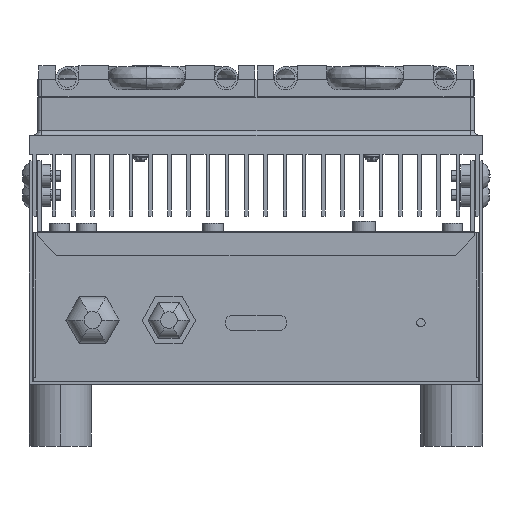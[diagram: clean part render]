
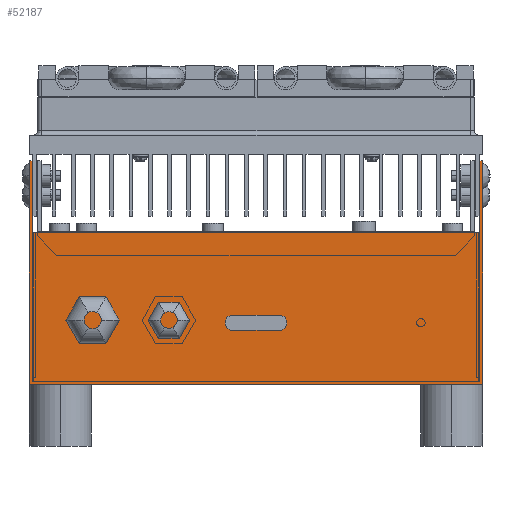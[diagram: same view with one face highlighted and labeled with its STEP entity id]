
A CAD part, left-side view. The second image highlights one B-rep face of the part: STEP entity #52187.
In plain terms, the highlighted planar face has unit normal (-1, 0, 0).
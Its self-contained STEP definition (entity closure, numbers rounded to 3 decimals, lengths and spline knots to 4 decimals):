
#516 = LINE ( 'NONE', #19458, #45767 ) ;
#547 = DIRECTION ( 'NONE',  ( 0., -1., 0. ) ) ;
#1170 = AXIS2_PLACEMENT_3D ( 'NONE', #19933, #50545, #24334 ) ;
#1218 = EDGE_CURVE ( 'NONE', #6408, #14458, #42267, .T. ) ;
#1459 = CARTESIAN_POINT ( 'NONE',  ( 11.7846, -14.9256, -8.2668 ) ) ;
#1658 = DIRECTION ( 'NONE',  ( 0., 0., 1. ) ) ;
#2477 = VERTEX_POINT ( 'NONE', #3001 ) ;
#2981 = CARTESIAN_POINT ( 'NONE',  ( 11.7846, -18.9156, -10.8968 ) ) ;
#3001 = CARTESIAN_POINT ( 'NONE',  ( 11.7846, -18.1656, -11.0218 ) ) ;
#3479 = CARTESIAN_POINT ( 'NONE',  ( 11.7846, -14.8676, -8.2668 ) ) ;
#4117 = VERTEX_POINT ( 'NONE', #6146 ) ;
#4222 = CARTESIAN_POINT ( 'NONE',  ( 11.7846, -22.1656, -8.2668 ) ) ;
#4605 = ORIENTED_EDGE ( 'NONE', *, *, #16615, .F. ) ;
#4719 = CARTESIAN_POINT ( 'NONE',  ( 11.7846, -22.2136, -8.2668 ) ) ;
#5758 = EDGE_CURVE ( 'NONE', #4117, #22015, #15585, .T. ) ;
#5904 = CARTESIAN_POINT ( 'NONE',  ( 11.7846, -22.1656, -8.2668 ) ) ;
#6146 = CARTESIAN_POINT ( 'NONE',  ( 11.7846, -14.9256, -9.4368 ) ) ;
#6285 = CARTESIAN_POINT ( 'NONE',  ( 11.7846, -14.8676, -11.8968 ) ) ;
#6408 = VERTEX_POINT ( 'NONE', #12376 ) ;
#7412 = DIRECTION ( 'NONE',  ( 0., -1., 0. ) ) ;
#7903 = DIRECTION ( 'NONE',  ( 0., -1., 0. ) ) ;
#8003 = EDGE_CURVE ( 'NONE', #15902, #46582, #33237, .T. ) ;
#8320 = CARTESIAN_POINT ( 'NONE',  ( 11.7846, -14.9156, -8.2668 ) ) ;
#8632 = EDGE_CURVE ( 'NONE', #22015, #36953, #20246, .T. ) ;
#8656 = CARTESIAN_POINT ( 'NONE',  ( 11.7846, -14.9256, -11.8488 ) ) ;
#9403 = FACE_BOUND ( 'NONE', #43249, .T. ) ;
#9790 = EDGE_CURVE ( 'NONE', #30059, #2477, #27501, .T. ) ;
#9901 = LINE ( 'NONE', #31229, #55121 ) ;
#10584 = VECTOR ( 'NONE', #1658, 39.3701 ) ;
#12376 = CARTESIAN_POINT ( 'NONE',  ( 11.7846, -22.2136, -11.8968 ) ) ;
#12381 = DIRECTION ( 'NONE',  ( 0., -1., 0. ) ) ;
#12549 = VECTOR ( 'NONE', #32149, 39.3701 ) ;
#14246 = EDGE_CURVE ( 'NONE', #36953, #33739, #9901, .T. ) ;
#14458 = VERTEX_POINT ( 'NONE', #6285 ) ;
#14792 = VERTEX_POINT ( 'NONE', #52383 ) ;
#14977 = VERTEX_POINT ( 'NONE', #45095 ) ;
#15585 = LINE ( 'NONE', #20304, #25857 ) ;
#15902 = VERTEX_POINT ( 'NONE', #32024 ) ;
#16236 = CARTESIAN_POINT ( 'NONE',  ( 11.7846, -14.9156, -11.8488 ) ) ;
#16390 = EDGE_CURVE ( 'NONE', #33739, #56431, #24212, .T. ) ;
#16615 = EDGE_CURVE ( 'NONE', #56431, #14977, #35131, .T. ) ;
#17194 = DIRECTION ( 'NONE',  ( 0., 0., -1. ) ) ;
#17349 = VECTOR ( 'NONE', #17194, 39.3701 ) ;
#18193 = PLANE ( 'NONE',  #25066 ) ;
#18343 = CARTESIAN_POINT ( 'NONE',  ( 11.7846, -18.9156, -11.0218 ) ) ;
#18736 = AXIS2_PLACEMENT_3D ( 'NONE', #2981, #33642, #7412 ) ;
#18968 = VECTOR ( 'NONE', #55205, 39.3701 ) ;
#19143 = CARTESIAN_POINT ( 'NONE',  ( 11.7846, -18.9156, -10.7718 ) ) ;
#19458 = CARTESIAN_POINT ( 'NONE',  ( 11.7846, -14.9156, -11.8488 ) ) ;
#19473 = CARTESIAN_POINT ( 'NONE',  ( 11.7846, -22.1656, -11.8488 ) ) ;
#19773 = DIRECTION ( 'NONE',  ( -1., 0., 0. ) ) ;
#19812 = ORIENTED_EDGE ( 'NONE', *, *, #8632, .F. ) ;
#19873 = EDGE_CURVE ( 'NONE', #48396, #53826, #516, .T. ) ;
#19933 = CARTESIAN_POINT ( 'NONE',  ( 11.7846, -18.9156, -10.8968 ) ) ;
#20246 = LINE ( 'NONE', #25823, #17349 ) ;
#20304 = CARTESIAN_POINT ( 'NONE',  ( 11.7846, -14.8676, -9.4368 ) ) ;
#20643 = ORIENTED_EDGE ( 'NONE', *, *, #16390, .F. ) ;
#21041 = FACE_OUTER_BOUND ( 'NONE', #54433, .T. ) ;
#22015 = VERTEX_POINT ( 'NONE', #42297 ) ;
#22216 = LINE ( 'NONE', #1459, #10584 ) ;
#22491 = ORIENTED_EDGE ( 'NONE', *, *, #5758, .F. ) ;
#22575 = DIRECTION ( 'NONE',  ( 0., 1., 0. ) ) ;
#23483 = VECTOR ( 'NONE', #12381, 39.3701 ) ;
#23756 = VERTEX_POINT ( 'NONE', #18343 ) ;
#23881 = EDGE_CURVE ( 'NONE', #53826, #4117, #22216, .T. ) ;
#24212 = LINE ( 'NONE', #5904, #12549 ) ;
#24334 = DIRECTION ( 'NONE',  ( 0., -1., 0. ) ) ;
#24486 = ORIENTED_EDGE ( 'NONE', *, *, #8003, .F. ) ;
#25066 = AXIS2_PLACEMENT_3D ( 'NONE', #39836, #48811, #22575 ) ;
#25112 = VECTOR ( 'NONE', #48742, 39.3701 ) ;
#25415 = ORIENTED_EDGE ( 'NONE', *, *, #23881, .F. ) ;
#25607 = ORIENTED_EDGE ( 'NONE', *, *, #38975, .F. ) ;
#25731 = DIRECTION ( 'NONE',  ( 0., 1., 0. ) ) ;
#25823 = CARTESIAN_POINT ( 'NONE',  ( 11.7846, -22.1556, -8.2668 ) ) ;
#25857 = VECTOR ( 'NONE', #42124, 39.3701 ) ;
#26018 = CARTESIAN_POINT ( 'NONE',  ( 11.7846, -22.1556, -11.8488 ) ) ;
#26334 = EDGE_CURVE ( 'NONE', #14977, #6408, #35632, .T. ) ;
#27501 = CIRCLE ( 'NONE', #54539, 0.125 ) ;
#28092 = ORIENTED_EDGE ( 'NONE', *, *, #34778, .F. ) ;
#30059 = VERTEX_POINT ( 'NONE', #54820 ) ;
#30293 = EDGE_CURVE ( 'NONE', #2477, #23756, #39508, .T. ) ;
#30343 = DIRECTION ( 'NONE',  ( 0., 0., -1. ) ) ;
#31229 = CARTESIAN_POINT ( 'NONE',  ( 11.7846, -14.9156, -11.8488 ) ) ;
#32024 = CARTESIAN_POINT ( 'NONE',  ( 11.7846, -14.8676, -8.2668 ) ) ;
#32076 = CARTESIAN_POINT ( 'NONE',  ( 11.7846, -14.9156, -8.2668 ) ) ;
#32149 = DIRECTION ( 'NONE',  ( 0., 0., 1. ) ) ;
#33050 = EDGE_CURVE ( 'NONE', #14458, #15902, #35106, .T. ) ;
#33237 = LINE ( 'NONE', #3479, #55164 ) ;
#33642 = DIRECTION ( 'NONE',  ( -1., 0., 0. ) ) ;
#33739 = VERTEX_POINT ( 'NONE', #19473 ) ;
#33747 = VECTOR ( 'NONE', #53445, 39.3701 ) ;
#34446 = ORIENTED_EDGE ( 'NONE', *, *, #33050, .F. ) ;
#34778 = EDGE_CURVE ( 'NONE', #23756, #14792, #52022, .T. ) ;
#35106 = LINE ( 'NONE', #49037, #33747 ) ;
#35131 = LINE ( 'NONE', #38420, #23483 ) ;
#35417 = EDGE_CURVE ( 'NONE', #14792, #54034, #38448, .T. ) ;
#35632 = LINE ( 'NONE', #4719, #36985 ) ;
#35721 = ORIENTED_EDGE ( 'NONE', *, *, #50500, .F. ) ;
#36751 = VECTOR ( 'NONE', #30343, 39.3701 ) ;
#36953 = VERTEX_POINT ( 'NONE', #26018 ) ;
#36985 = VECTOR ( 'NONE', #52773, 39.3701 ) ;
#38420 = CARTESIAN_POINT ( 'NONE',  ( 11.7846, -14.8676, -8.2668 ) ) ;
#38448 = CIRCLE ( 'NONE', #18736, 0.125 ) ;
#38738 = CARTESIAN_POINT ( 'NONE',  ( 11.7846, -14.8676, -10.7718 ) ) ;
#38975 = EDGE_CURVE ( 'NONE', #46582, #48396, #49770, .T. ) ;
#39508 = LINE ( 'NONE', #53158, #25112 ) ;
#39836 = CARTESIAN_POINT ( 'NONE',  ( 11.7846, -14.8676, -8.2668 ) ) ;
#40544 = ORIENTED_EDGE ( 'NONE', *, *, #26334, .F. ) ;
#40724 = ORIENTED_EDGE ( 'NONE', *, *, #14246, .F. ) ;
#41072 = LINE ( 'NONE', #38738, #42465 ) ;
#41275 = DIRECTION ( 'NONE',  ( 0., -1., 0. ) ) ;
#42124 = DIRECTION ( 'NONE',  ( 0., -1., 0. ) ) ;
#42267 = LINE ( 'NONE', #55006, #18968 ) ;
#42297 = CARTESIAN_POINT ( 'NONE',  ( 11.7846, -22.1556, -9.4368 ) ) ;
#42465 = VECTOR ( 'NONE', #25731, 39.3701 ) ;
#42627 = ORIENTED_EDGE ( 'NONE', *, *, #19873, .F. ) ;
#42693 = ORIENTED_EDGE ( 'NONE', *, *, #9790, .F. ) ;
#43249 = EDGE_LOOP ( 'NONE', ( #35721, #47008, #28092, #46682, #42693 ) ) ;
#45095 = CARTESIAN_POINT ( 'NONE',  ( 11.7846, -22.2136, -8.2668 ) ) ;
#45767 = VECTOR ( 'NONE', #41275, 39.3701 ) ;
#45997 = CARTESIAN_POINT ( 'NONE',  ( 11.7846, -18.1656, -10.8968 ) ) ;
#46582 = VERTEX_POINT ( 'NONE', #32076 ) ;
#46682 = ORIENTED_EDGE ( 'NONE', *, *, #30293, .F. ) ;
#47008 = ORIENTED_EDGE ( 'NONE', *, *, #35417, .F. ) ;
#48396 = VERTEX_POINT ( 'NONE', #16236 ) ;
#48742 = DIRECTION ( 'NONE',  ( 0., -1., 0. ) ) ;
#48811 = DIRECTION ( 'NONE',  ( 1., 0., 0. ) ) ;
#49037 = CARTESIAN_POINT ( 'NONE',  ( 11.7846, -14.8676, -11.8968 ) ) ;
#49770 = LINE ( 'NONE', #8320, #36751 ) ;
#50381 = DIRECTION ( 'NONE',  ( 0., -1., 0. ) ) ;
#50500 = EDGE_CURVE ( 'NONE', #54034, #30059, #41072, .T. ) ;
#50545 = DIRECTION ( 'NONE',  ( -1., 0., 0. ) ) ;
#52022 = CIRCLE ( 'NONE', #1170, 0.125 ) ;
#52187 = ADVANCED_FACE ( 'NONE', ( #21041, #9403 ), #18193, .F. ) ;
#52383 = CARTESIAN_POINT ( 'NONE',  ( 11.7846, -19.0406, -10.8968 ) ) ;
#52773 = DIRECTION ( 'NONE',  ( 0., 0., -1. ) ) ;
#53158 = CARTESIAN_POINT ( 'NONE',  ( 11.7846, -14.8676, -11.0218 ) ) ;
#53445 = DIRECTION ( 'NONE',  ( 0., 0., 1. ) ) ;
#53826 = VERTEX_POINT ( 'NONE', #8656 ) ;
#54034 = VERTEX_POINT ( 'NONE', #19143 ) ;
#54433 = EDGE_LOOP ( 'NONE', ( #22491, #25415, #42627, #25607, #24486, #34446, #54751, #40544, #4605, #20643, #40724, #19812 ) ) ;
#54539 = AXIS2_PLACEMENT_3D ( 'NONE', #45997, #19773, #50381 ) ;
#54751 = ORIENTED_EDGE ( 'NONE', *, *, #1218, .F. ) ;
#54820 = CARTESIAN_POINT ( 'NONE',  ( 11.7846, -18.1656, -10.7718 ) ) ;
#55006 = CARTESIAN_POINT ( 'NONE',  ( 11.7846, -22.2136, -11.8968 ) ) ;
#55121 = VECTOR ( 'NONE', #547, 39.3701 ) ;
#55164 = VECTOR ( 'NONE', #7903, 39.3701 ) ;
#55205 = DIRECTION ( 'NONE',  ( 0., 1., 0. ) ) ;
#56431 = VERTEX_POINT ( 'NONE', #4222 ) ;
